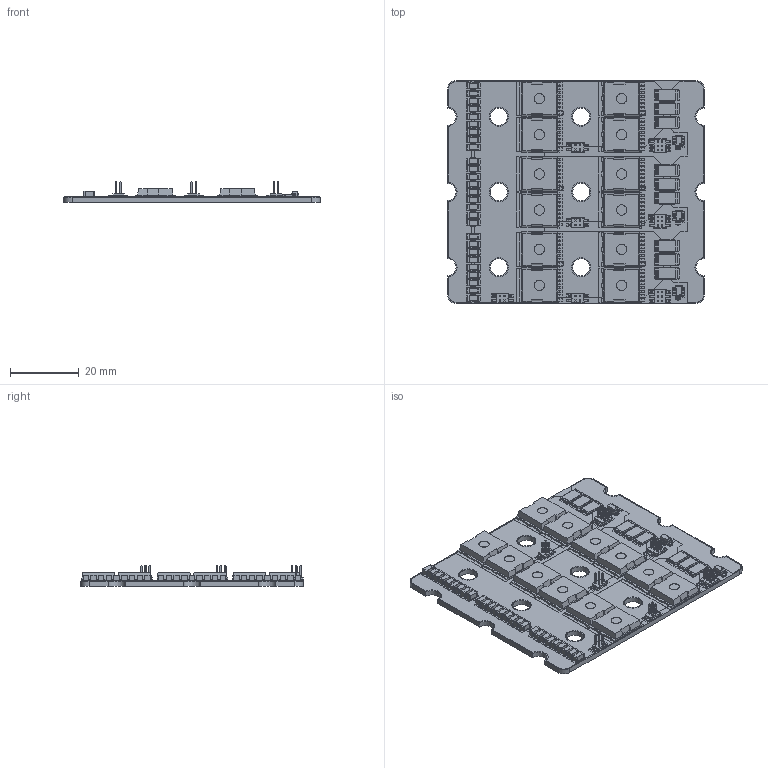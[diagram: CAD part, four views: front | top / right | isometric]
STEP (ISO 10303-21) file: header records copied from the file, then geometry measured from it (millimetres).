
FILE_DESCRIPTION(('KiCad electronic assembly'),'2;1');
FILE_NAME('power.step','2025-11-09T10:42:09',('Pcbnew'),('Kicad'), 'Open CASCADE STEP processor 7.9','KiCad to STEP converter','Unknown' );
FILE_SCHEMA(('AUTOMOTIVE_DESIGN { 1 0 10303 214 1 1 1 1 }'));
Length unit declared in the file: millimetre
Products named in the file (13): power 1; PinHeader_2x03_P1.27mm_Vertical_SMD; C_1206_3216Metric; Infineon_PG-HSOF-8-1; power 1.5.1; R_2512_6332Metric; C_0402_1005Metric; PinHeader_2x02_P1.27mm_Vertical_SMD; SOT-23-6; power_copper; power_pad; power_silkscreen; power_PCB
Assembly tree (66 placements, depth 3):
  power 1
    PinHeader_2x03_P1.27mm_Vertical_SMD  x3
    C_1206_3216Metric  x27
    Infineon_PG-HSOF-8-1  x12
      power 1.5.1
    R_2512_6332Metric  x9
    C_0402_1005Metric  x3
    PinHeader_2x02_P1.27mm_Vertical_SMD  x4
    SOT-23-6  x3
    power_copper
    power_pad
    power_silkscreen
    power_PCB
Bounding box: 75 x 65 x 5.99 mm (x, y, z)
Volume: 10666.8 mm3; surface area: 27596.6 mm2
Topology: 345 solids, 482 shells, 5498 faces, 13947 edges, 9385 vertices
Faces by surface type: plane 4416, cylinder 1034, bspline 48
Full cylindrical faces by diameter (mm): 3 x12, 5 x6, 5.61 x6
Entity records: 89638 total; most frequent: CARTESIAN_POINT 15040, DIRECTION 14146, ORIENTED_EDGE 13654, EDGE_CURVE 7182, LINE 5740, VECTOR 5740, VERTEX_POINT 4985, AXIS2_PLACEMENT_3D 4203
